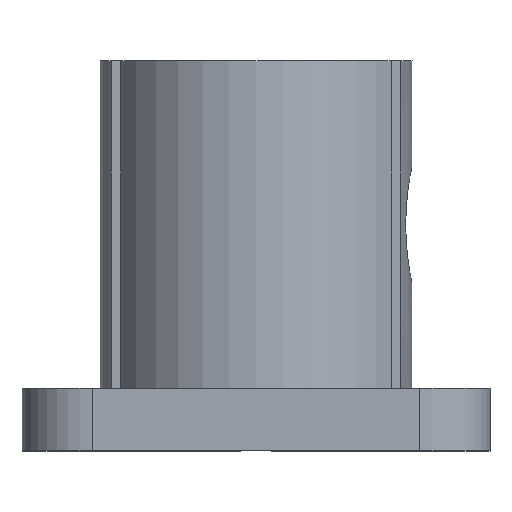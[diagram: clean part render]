
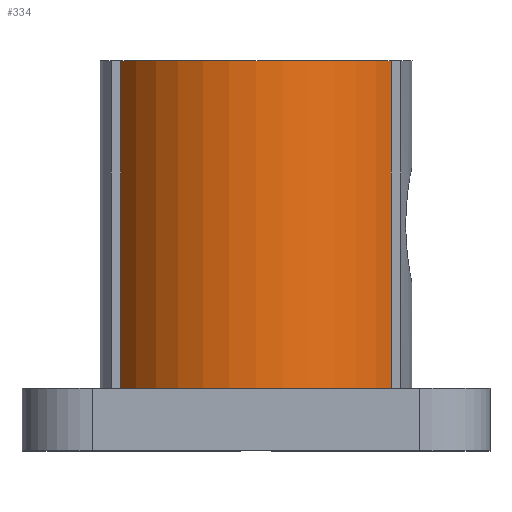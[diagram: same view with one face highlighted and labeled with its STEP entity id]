
A CAD part, top view. The second image highlights one B-rep face of the part: STEP entity #334.
In plain terms, the highlighted cylindrical face has radius 20 mm (diameter 40 mm), a partial arc.
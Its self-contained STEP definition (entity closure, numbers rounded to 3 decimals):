
#334 = ADVANCED_FACE( '', ( #692 ), #693, .T. );
#692 = FACE_OUTER_BOUND( '', #1051, .T. );
#693 = CYLINDRICAL_SURFACE( '', #1052, 20. );
#1051 = EDGE_LOOP( '', ( #1991, #1992, #1993, #1994 ) );
#1052 = AXIS2_PLACEMENT_3D( '', #1995, #1996, #1997 );
#1991 = ORIENTED_EDGE( '', *, *, #2315, .F. );
#1992 = ORIENTED_EDGE( '', *, *, #2127, .F. );
#1993 = ORIENTED_EDGE( '', *, *, #2429, .F. );
#1994 = ORIENTED_EDGE( '', *, *, #2350, .F. );
#1995 = CARTESIAN_POINT( '', ( 0., 50., 0. ) );
#1996 = DIRECTION( '', ( 0., 1., 0. ) );
#1997 = DIRECTION( '', ( 0., 0., -1. ) );
#2127 = EDGE_CURVE( '', #2564, #2565, #2566, .T. );
#2315 = EDGE_CURVE( '', #2565, #2855, #2858, .T. );
#2350 = EDGE_CURVE( '', #2855, #2905, #2906, .F. );
#2429 = EDGE_CURVE( '', #2905, #2564, #2996, .F. );
#2564 = VERTEX_POINT( '', #3193 );
#2565 = VERTEX_POINT( '', #3194 );
#2566 = CIRCLE( '', #3195, 20. );
#2855 = VERTEX_POINT( '', #3608 );
#2858 = LINE( '', #3613, #3614 );
#2905 = VERTEX_POINT( '', #3687 );
#2906 = CIRCLE( '', #3688, 20. );
#2996 = LINE( '', #3906, #3907 );
#3193 = CARTESIAN_POINT( '', ( -17.321, 50., 10. ) );
#3194 = CARTESIAN_POINT( '', ( 17.321, 50., 10. ) );
#3195 = AXIS2_PLACEMENT_3D( '', #3989, #3990, #3991 );
#3608 = CARTESIAN_POINT( '', ( 17.321, 8., 10. ) );
#3613 = CARTESIAN_POINT( '', ( 17.321, 50., 10. ) );
#3614 = VECTOR( '', #4231, 1000. );
#3687 = CARTESIAN_POINT( '', ( -17.321, 8., 10. ) );
#3688 = AXIS2_PLACEMENT_3D( '', #4274, #4275, #4276 );
#3906 = CARTESIAN_POINT( '', ( -17.321, 50., 10. ) );
#3907 = VECTOR( '', #4328, 1000. );
#3989 = CARTESIAN_POINT( '', ( 0., 50., 0. ) );
#3990 = DIRECTION( '', ( 0., 1., 0. ) );
#3991 = DIRECTION( '', ( 1., 0., 0. ) );
#4231 = DIRECTION( '', ( 0., -1., 0. ) );
#4274 = CARTESIAN_POINT( '', ( 0., 8., 0. ) );
#4275 = DIRECTION( '', ( 0., 1., 0. ) );
#4276 = DIRECTION( '', ( 0., 0., 1. ) );
#4328 = DIRECTION( '', ( 0., -1., 0. ) );
